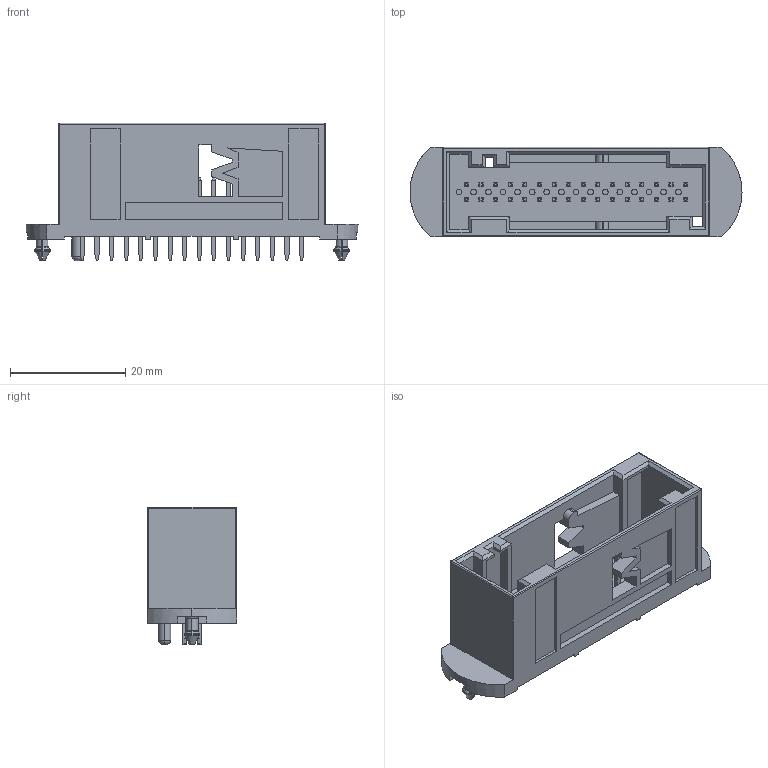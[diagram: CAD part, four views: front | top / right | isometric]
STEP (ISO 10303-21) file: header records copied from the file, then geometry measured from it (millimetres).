
FILE_DESCRIPTION (( 'STEP AP214' ), '1' );
FILE_NAME ('CONN-TH_K966658WV-1.STEP', '2023-03-21T03:29:23', ( 'PC' ), ( 'Microsoft' ), 'SwSTEP 2.0', 'SolidWorks 2020', '' );
FILE_SCHEMA (( 'AUTOMOTIVE_DESIGN' ));
Length unit declared in the file: millimetre
Products named in the file (1): CONN-TH_K966658WV-1
Bounding box: 57.7 x 15.5 x 23.95 mm (x, y, z)
Volume: 4714.5 mm3; surface area: 8376.9 mm2
Topology: 1 solids, 1 shells, 1158 faces, 2963 edges, 1909 vertices
Faces by surface type: plane 885, cylinder 131, bspline 126, cone 14, torus 2
Entity records: 48284 total; most frequent: CARTESIAN_POINT 8155, ORIENTED_EDGE 5910, DIRECTION 5060, EDGE_CURVE 2955, LINE 2380, VECTOR 2380, VERTEX_POINT 1909, AXIS2_PLACEMENT_3D 1340
